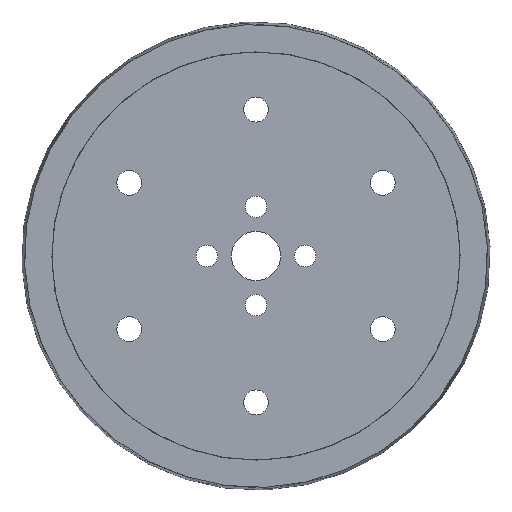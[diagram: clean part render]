
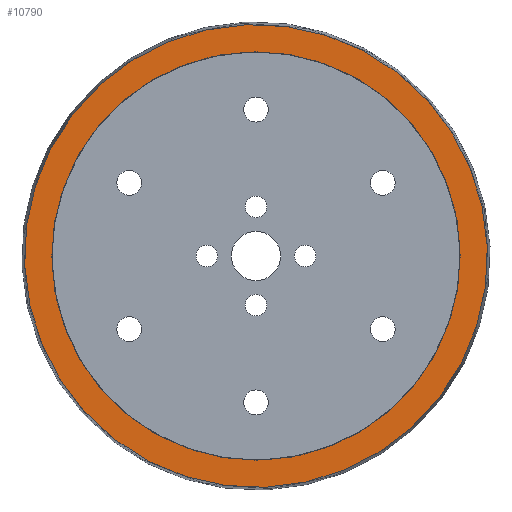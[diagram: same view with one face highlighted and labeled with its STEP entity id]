
A CAD part, left-side view. The second image highlights one B-rep face of the part: STEP entity #10790.
In plain terms, the highlighted planar face has unit normal (-1, 0, 0).
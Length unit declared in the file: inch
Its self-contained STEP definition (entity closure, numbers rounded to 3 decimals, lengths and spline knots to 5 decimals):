
#712 = DIRECTION ( 'NONE',  ( 0., 0., 1. ) ) ;
#1128 = CIRCLE ( 'NONE', #4188, 1.30754 ) ;
#1406 = CARTESIAN_POINT ( 'NONE',  ( -0.54819, 0., 1.48254 ) ) ;
#1772 = CARTESIAN_POINT ( 'NONE',  ( -0.54819, 0., 1.30754 ) ) ;
#1905 = EDGE_LOOP ( 'NONE', ( #7603, #9148 ) ) ;
#2110 = CARTESIAN_POINT ( 'NONE',  ( -0.54819, 0., 0. ) ) ;
#2563 = CARTESIAN_POINT ( 'NONE',  ( -0.54819, 0., 0. ) ) ;
#2696 = CIRCLE ( 'NONE', #11036, 1.30754 ) ;
#2940 = AXIS2_PLACEMENT_3D ( 'NONE', #8431, #3594, #712 ) ;
#3515 = DIRECTION ( 'NONE',  ( 0., 0., -1. ) ) ;
#3532 = PLANE ( 'NONE',  #2940 ) ;
#3594 = DIRECTION ( 'NONE',  ( -1., 0., 0. ) ) ;
#3637 = AXIS2_PLACEMENT_3D ( 'NONE', #10649, #10523, #6894 ) ;
#3908 = EDGE_CURVE ( 'NONE', #4734, #10152, #2696, .T. ) ;
#4149 = DIRECTION ( 'NONE',  ( 1., 0., 0. ) ) ;
#4188 = AXIS2_PLACEMENT_3D ( 'NONE', #5158, #11855, #11920 ) ;
#4549 = FACE_OUTER_BOUND ( 'NONE', #1905, .T. ) ;
#4725 = CARTESIAN_POINT ( 'NONE',  ( -0.54819, 0., -1.48254 ) ) ;
#4734 = VERTEX_POINT ( 'NONE', #7246 ) ;
#4980 = EDGE_CURVE ( 'NONE', #9001, #8292, #11981, .T. ) ;
#5158 = CARTESIAN_POINT ( 'NONE',  ( -0.54819, 0., 0. ) ) ;
#5250 = EDGE_LOOP ( 'NONE', ( #7280, #7501 ) ) ;
#5930 = DIRECTION ( 'NONE',  ( 0., 0., -1. ) ) ;
#6894 = DIRECTION ( 'NONE',  ( 0., 0., -1. ) ) ;
#7246 = CARTESIAN_POINT ( 'NONE',  ( -0.54819, 0., -1.30754 ) ) ;
#7280 = ORIENTED_EDGE ( 'NONE', *, *, #3908, .T. ) ;
#7501 = ORIENTED_EDGE ( 'NONE', *, *, #12477, .T. ) ;
#7603 = ORIENTED_EDGE ( 'NONE', *, *, #4980, .F. ) ;
#8292 = VERTEX_POINT ( 'NONE', #1406 ) ;
#8312 = EDGE_CURVE ( 'NONE', #8292, #9001, #10423, .T. ) ;
#8431 = CARTESIAN_POINT ( 'NONE',  ( -0.54819, 1.30754, 0. ) ) ;
#9001 = VERTEX_POINT ( 'NONE', #4725 ) ;
#9148 = ORIENTED_EDGE ( 'NONE', *, *, #8312, .F. ) ;
#9444 = FACE_BOUND ( 'NONE', #5250, .T. ) ;
#10152 = VERTEX_POINT ( 'NONE', #1772 ) ;
#10423 = CIRCLE ( 'NONE', #11446, 1.48254 ) ;
#10523 = DIRECTION ( 'NONE',  ( 1., 0., 0. ) ) ;
#10649 = CARTESIAN_POINT ( 'NONE',  ( -0.54819, 0., 0. ) ) ;
#10790 = ADVANCED_FACE ( 'NONE', ( #9444, #4549 ), #3532, .T. ) ;
#11036 = AXIS2_PLACEMENT_3D ( 'NONE', #2110, #4149, #5930 ) ;
#11290 = DIRECTION ( 'NONE',  ( 1., 0., 0. ) ) ;
#11446 = AXIS2_PLACEMENT_3D ( 'NONE', #2563, #11290, #3515 ) ;
#11855 = DIRECTION ( 'NONE',  ( 1., 0., 0. ) ) ;
#11920 = DIRECTION ( 'NONE',  ( 0., 0., -1. ) ) ;
#11981 = CIRCLE ( 'NONE', #3637, 1.48254 ) ;
#12477 = EDGE_CURVE ( 'NONE', #10152, #4734, #1128, .T. ) ;
